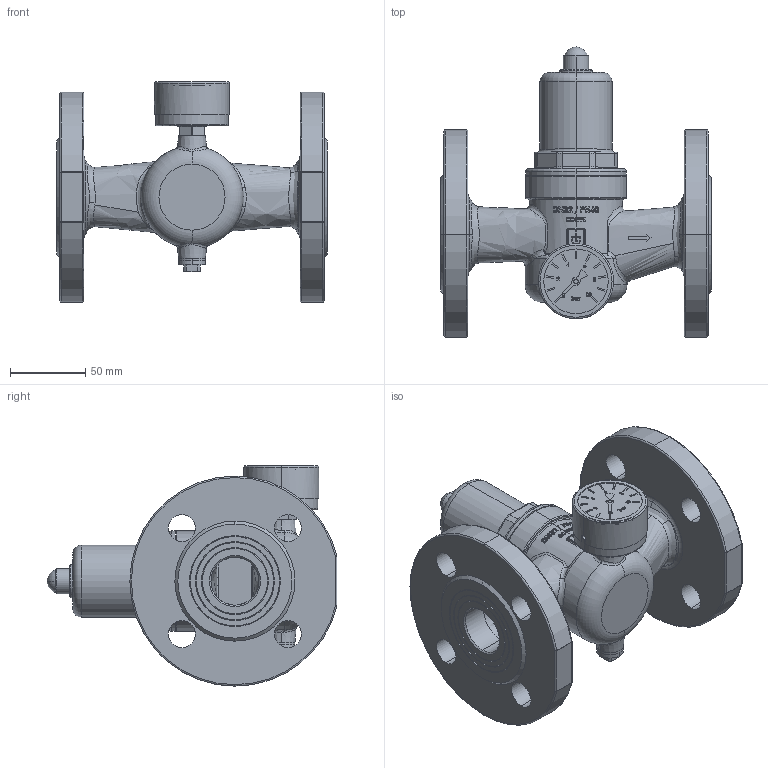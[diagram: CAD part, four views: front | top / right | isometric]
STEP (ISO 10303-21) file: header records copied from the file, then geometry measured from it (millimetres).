
FILE_DESCRIPTION (( 'STEP AP214' ), '1' );
FILE_NAME ('682 32 Dummy.STEP', '2010-08-04T09:41:49', ( '' ), ( '' ), 'SwSTEP 2.0', 'SolidWorks 2010', '' );
FILE_SCHEMA (( 'AUTOMOTIVE_DESIGN' ));
Length unit declared in the file: millimetre
Products named in the file (1): 682 32 Dummy
Bounding box: 180 x 193.2 x 146.8 mm (x, y, z)
Volume: 684357.3 mm3; surface area: 192706.6 mm2
Topology: 9 solids, 9 shells, 1229 faces, 3104 edges, 1973 vertices
Faces by surface type: plane 483, bspline 293, cylinder 257, torus 91, cone 89, sphere 16
Entity records: 72160 total; most frequent: CARTESIAN_POINT 31810, ORIENTED_EDGE 6160, DIRECTION 4635, EDGE_CURVE 3080, VERTEX_POINT 1973, AXIS2_PLACEMENT_3D 1686, EDGE_LOOP 1367, VECTOR 1263
